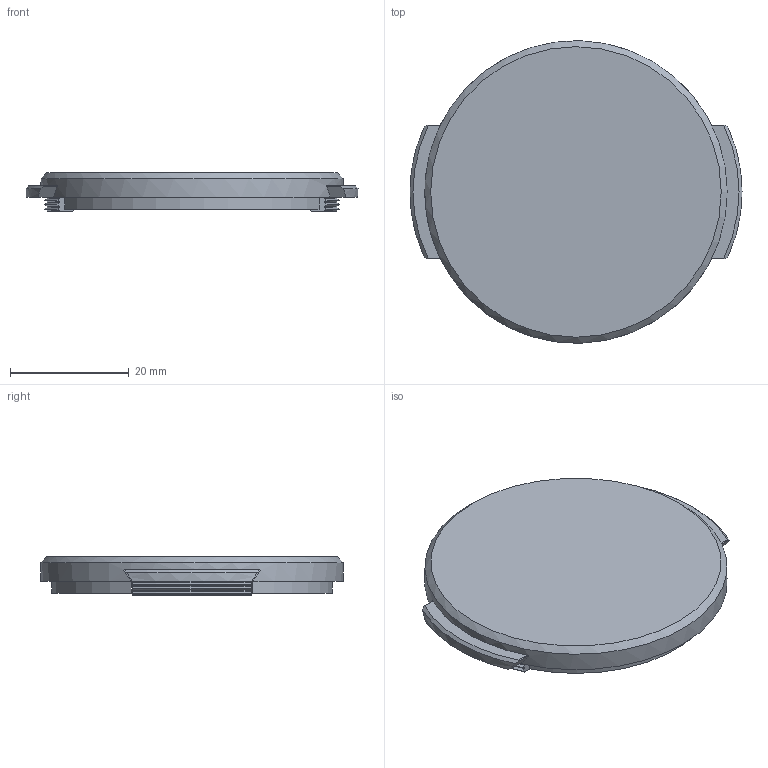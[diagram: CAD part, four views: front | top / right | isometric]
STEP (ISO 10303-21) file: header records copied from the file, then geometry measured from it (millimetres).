
FILE_DESCRIPTION(/* description */ (''),/* implementation_level */ '2;1');
FILE_NAME(/* name */ 'lensCap_49mm_assembly',/* time_stamp */ '2023-12-07T09:34:33-05:00',/* author */ ('George Moua'),/* organization */ ('Archive 663'),/* preprocessor_version */ 'ST-DEVELOPER v16.7',/* originating_system */ 'Solid Edge',/* authorisation */ 'Unknown');
FILE_SCHEMA (('AUTOMOTIVE_DESIGN {1 0 10303 214 3 1 1}'));
Length unit declared in the file: millimetre
Products named in the file (4): nishiKodak; lensCap_49mm_cap; lensCap_49mm_spring; lensCap_49mm_latch
Assembly tree (4 placements, depth 2):
  nishiKodak
    lensCap_49mm_cap
    lensCap_49mm_spring
    lensCap_49mm_latch  x2
Bounding box: 56 x 51 x 6.55 mm (x, y, z)
Volume: 7946.2 mm3; surface area: 7786.8 mm2
Topology: 4 solids, 4 shells, 164 faces, 414 edges, 260 vertices
Faces by surface type: plane 96, bspline 30, cylinder 21, cone 11, torus 6
Full cylindrical faces by diameter (mm): 51 x1
Entity records: 4553 total; most frequent: CARTESIAN_POINT 1544, ORIENTED_EDGE 644, DIRECTION 542, EDGE_CURVE 322, VERTEX_POINT 202, AXIS2_PLACEMENT_3D 184, LINE 174, VECTOR 174
